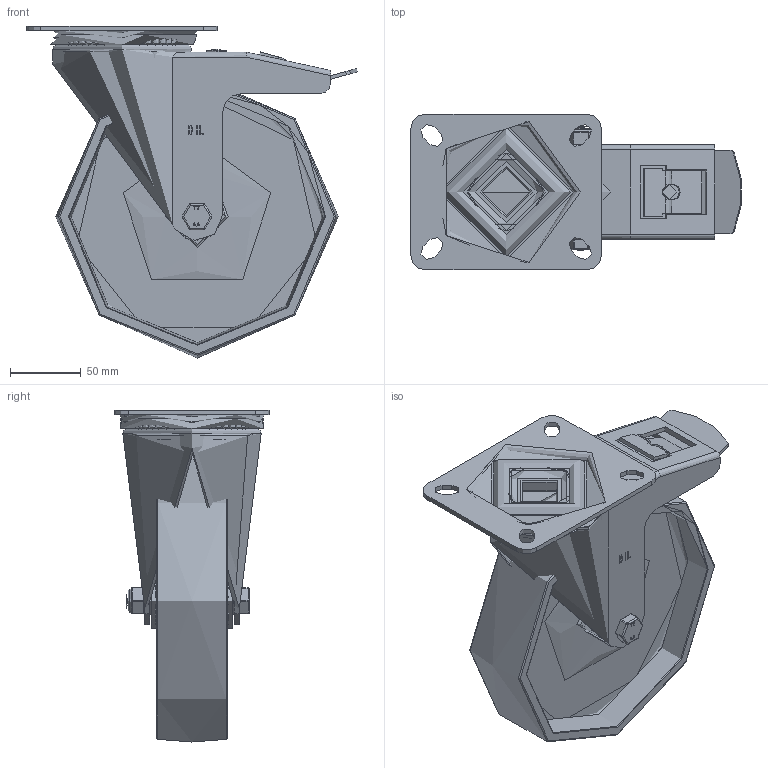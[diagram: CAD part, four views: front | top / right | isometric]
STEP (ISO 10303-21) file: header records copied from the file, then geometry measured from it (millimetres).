
FILE_DESCRIPTION(/* description */ (''),/* implementation_level */ '2;1');
FILE_NAME(/* name */ 'BZMM200NYBSWB.step',/* time_stamp */ '2024-06-11T14:58:27+01:00',/* author */ (''),/* organization */ (''),/* preprocessor_version */ 'ST-DEVELOPER v20',/* originating_system */ 'Autodesk Translation Framework v13.14.0.145',/* authorisation */ '');
FILE_SCHEMA (('AUTOMOTIVE_DESIGN { 1 0 10303 214 3 1 1 }'));
Length unit declared in the file: millimetre
Products named in the file (29): BZMM200NYBSWB; BZMM200ASSWB v1; ZINC PLATED, PRESSED STEEL TOP PLATE; ZINC PLATED, PRESSED STEEL TOP PLATE Geometry; BALL BEARINGS; Component1; ZINC PLATED, PRESSED STEEL FORKS; BEARING SEAL; ZINC PLATED, PRESSED STEEL BRAKE PEDAL; BRAKE PAD; BRAKE PAD Geometry; BOLT; NUT; BRAKE BOLT; BZVL200WNYRB5 v1; NYLON WHEEL; NYLON WHEEL Geometry; CAP; ROLLER BEARING; CAGE; RIBS; TUBEM20X60 v1; ZINC PLATED STEEL TUBE; HEXBOLTM12X80Z8.8 v2; GRADE 8.8 ZINC PLATED BOLT; NYLOCM12Z v1; NYLOC NUT; NUT (1); RUBBER
Assembly tree (67 placements, depth 5):
  BZMM200NYBSWB
    BZMM200ASSWB v1
      ZINC PLATED, PRESSED STEEL TOP PLATE
        ZINC PLATED, PRESSED STEEL TOP PLATE Geometry
        BALL BEARINGS
          Component1  x40
      ZINC PLATED, PRESSED STEEL FORKS
      BEARING SEAL
      ZINC PLATED, PRESSED STEEL BRAKE PEDAL
      BRAKE PAD
        BRAKE PAD Geometry
        BOLT
        NUT
        BRAKE BOLT
    BZVL200WNYRB5 v1
      NYLON WHEEL
        NYLON WHEEL Geometry
        CAP
      ROLLER BEARING
        CAGE
        RIBS
    TUBEM20X60 v1
      ZINC PLATED STEEL TUBE
    HEXBOLTM12X80Z8.8 v2
      GRADE 8.8 ZINC PLATED BOLT
    NYLOCM12Z v1
      NYLOC NUT
        NUT (1)
        RUBBER
Bounding box: 233.88 x 110 x 235 mm (x, y, z)
Volume: 828698.8 mm3; surface area: 303815.8 mm2
Topology: 63 solids, 63 shells, 638 faces, 1639 edges, 1055 vertices
Faces by surface type: plane 311, cylinder 183, sphere 59, bspline 54, torus 23, cone 8
Full cylindrical faces by diameter (mm): 7.5 x8, 8 x3, 9.836 x18, 11 x2, 11.834 x18, 12 x3, 12.2 x2, 12.5 x1, 14 x3, 18 x1, 18.5 x1, 19.9 x1, 20 x1, 20.2 x2, 33.75 x1, 34 x3, 39.75 x1, 40 x2, 50 x1, 61 x1, 78 x1, 91 x1, 98 x1
Entity records: 28533 total; most frequent: CARTESIAN_POINT 13160, ORIENTED_EDGE 3038, DIRECTION 3018, EDGE_CURVE 1519, AXIS2_PLACEMENT_3D 1092, VERTEX_POINT 977, LINE 834, VECTOR 834
